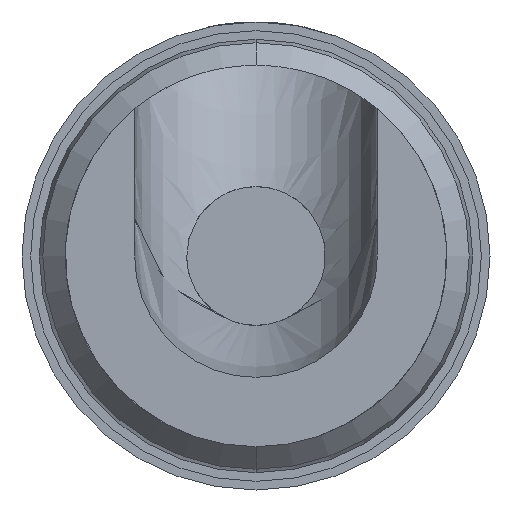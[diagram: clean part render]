
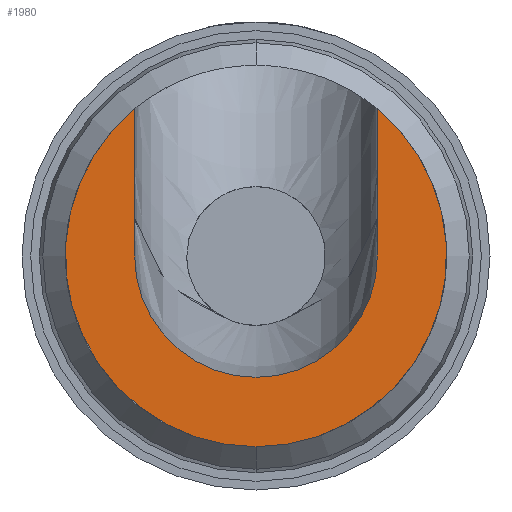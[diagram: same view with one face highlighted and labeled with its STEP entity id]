
A CAD part, front view. The second image highlights one B-rep face of the part: STEP entity #1980.
In plain terms, the highlighted planar face has unit normal (0, -1, 0).
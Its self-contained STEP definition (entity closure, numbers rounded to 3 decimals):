
#60 = EDGE_LOOP ( 'NONE', ( #2842, #3170, #1867, #1963, #559 ) ) ;
#154 = AXIS2_PLACEMENT_3D ( 'NONE', #1132, #2184, #1666 ) ;
#290 = AXIS2_PLACEMENT_3D ( 'NONE', #1956, #2738, #627 ) ;
#292 = PLANE ( 'NONE',  #154 ) ;
#297 = VERTEX_POINT ( 'NONE', #599 ) ;
#313 = VECTOR ( 'NONE', #2486, 1000. ) ;
#354 = VERTEX_POINT ( 'NONE', #2390 ) ;
#390 = EDGE_CURVE ( 'Defeature ausgef�hrt2_3+Defeature ausgef�hrt2_2+Defeature ausgef�hrt2_12+Defeature ausgef�hrt2_14', #354, #2685, #2142, .T. ) ;
#473 = DIRECTION ( 'NONE',  ( 0., 1., 0. ) ) ;
#559 = ORIENTED_EDGE ( 'NONE', *, *, #1796, .T. ) ;
#599 = CARTESIAN_POINT ( 'NONE',  ( 0.35, 0., 0. ) ) ;
#627 = DIRECTION ( 'NONE',  ( 0., 0., -1. ) ) ;
#694 = CARTESIAN_POINT ( 'NONE',  ( 0.35, 0., 0.424 ) ) ;
#831 = AXIS2_PLACEMENT_3D ( 'NONE', #1183, #1717, #1730 ) ;
#972 = CARTESIAN_POINT ( 'NONE',  ( -0.35, 0., 0. ) ) ;
#1034 = LINE ( 'NONE', #1167, #313 ) ;
#1043 = CARTESIAN_POINT ( 'NONE',  ( 0., 0., 0. ) ) ;
#1132 = CARTESIAN_POINT ( 'NONE',  ( 0., 0., 0. ) ) ;
#1167 = CARTESIAN_POINT ( 'NONE',  ( 0.35, 0., 2.65 ) ) ;
#1183 = CARTESIAN_POINT ( 'NONE',  ( 0., 0., 0. ) ) ;
#1390 = VERTEX_POINT ( 'NONE', #694 ) ;
#1423 = CARTESIAN_POINT ( 'NONE',  ( 0., 0., -0.55 ) ) ;
#1666 = DIRECTION ( 'NONE',  ( 0., 0., -1. ) ) ;
#1699 = AXIS2_PLACEMENT_3D ( 'NONE', #1043, #473, #2899 ) ;
#1717 = DIRECTION ( 'NONE',  ( 0., -1., 0. ) ) ;
#1730 = DIRECTION ( 'NONE',  ( 0., 0., -1. ) ) ;
#1732 = LINE ( 'NONE', #3178, #3255 ) ;
#1796 = EDGE_CURVE ( 'Defeature ausgef�hrt2_3+Defeature ausgef�hrt2_13+Defeature ausgef�hrt2_14+Defeature ausgef�hrt2_12', #297, #2706, #2199, .T. ) ;
#1867 = ORIENTED_EDGE ( 'NONE', *, *, #3302, .T. ) ;
#1956 = CARTESIAN_POINT ( 'NONE',  ( 0., 0., 0. ) ) ;
#1963 = ORIENTED_EDGE ( 'NONE', *, *, #2224, .T. ) ;
#1980 = ADVANCED_FACE ( 'Defeature ausgef�hrt2_3', ( #2850 ), #292, .T. ) ;
#2142 = CIRCLE ( 'NONE', #831, 0.55 ) ;
#2184 = DIRECTION ( 'NONE',  ( 0., -1., 0. ) ) ;
#2199 = CIRCLE ( 'NONE', #1699, 0.35 ) ;
#2224 = EDGE_CURVE ( 'Defeature ausgef�hrt2_3+Defeature ausgef�hrt2_14+Defeature ausgef�hrt2_2+Defeature ausgef�hrt2_13', #1390, #297, #1034, .T. ) ;
#2390 = CARTESIAN_POINT ( 'NONE',  ( -0.35, 0., 0.424 ) ) ;
#2486 = DIRECTION ( 'NONE',  ( 0., 0., -1. ) ) ;
#2685 = VERTEX_POINT ( 'NONE', #1423 ) ;
#2706 = VERTEX_POINT ( 'NONE', #972 ) ;
#2738 = DIRECTION ( 'NONE',  ( 0., -1., 0. ) ) ;
#2842 = ORIENTED_EDGE ( 'NONE', *, *, #3205, .T. ) ;
#2850 = FACE_OUTER_BOUND ( 'NONE', #60, .T. ) ;
#2899 = DIRECTION ( 'NONE',  ( 0., 0., -1. ) ) ;
#3131 = CIRCLE ( 'NONE', #290, 0.55 ) ;
#3170 = ORIENTED_EDGE ( 'NONE', *, *, #390, .T. ) ;
#3178 = CARTESIAN_POINT ( 'NONE',  ( -0.35, 0., 2.65 ) ) ;
#3205 = EDGE_CURVE ( 'Defeature ausgef�hrt2_3+Defeature ausgef�hrt2_12+Defeature ausgef�hrt2_13+Defeature ausgef�hrt2_2', #2706, #354, #1732, .T. ) ;
#3255 = VECTOR ( 'NONE', #3413, 1000. ) ;
#3302 = EDGE_CURVE ( 'Defeature ausgef�hrt2_3+Defeature ausgef�hrt2_2+Defeature ausgef�hrt2_12+Defeature ausgef�hrt2_14', #2685, #1390, #3131, .T. ) ;
#3413 = DIRECTION ( 'NONE',  ( 0., 0., 1. ) ) ;
